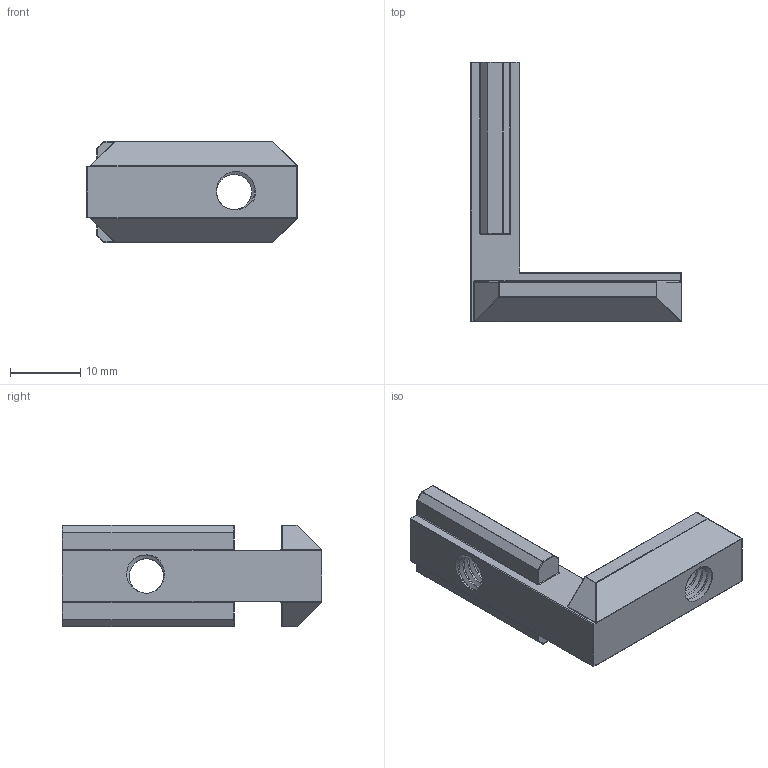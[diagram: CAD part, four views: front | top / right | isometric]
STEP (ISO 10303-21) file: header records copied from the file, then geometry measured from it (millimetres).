
FILE_DESCRIPTION (( 'STEP AP203' ), '1' );
FILE_NAME ('Âíóòðåííèé óãëîâîé ñîåäèíèòåëü ïàç 8 òèï Â.STEP', '2022-09-30T07:06:52', ( 'user' ), ( '' ), 'SwSTEP 2.0', 'SolidWorks 2022', '' );
FILE_SCHEMA (( 'CONFIG_CONTROL_DESIGN' ));
Length unit declared in the file: millimetre
Products named in the file (1): Внутренний угловой соединитель паз 8 тип В
Bounding box: 30 x 37 x 14.4 mm (x, y, z)
Volume: 4194.4 mm3; surface area: 2717.7 mm2
Topology: 1 solids, 1 shells, 201 faces, 480 edges, 247 vertices
Faces by surface type: cylinder 108, sphere 38, plane 31, torus 14, bspline 10
Entity records: 7759 total; most frequent: CARTESIAN_POINT 3422, DIRECTION 932, ORIENTED_EDGE 892, EDGE_CURVE 446, AXIS2_PLACEMENT_3D 372, VERTEX_POINT 247, EDGE_LOOP 205, FACE_OUTER_BOUND 201
